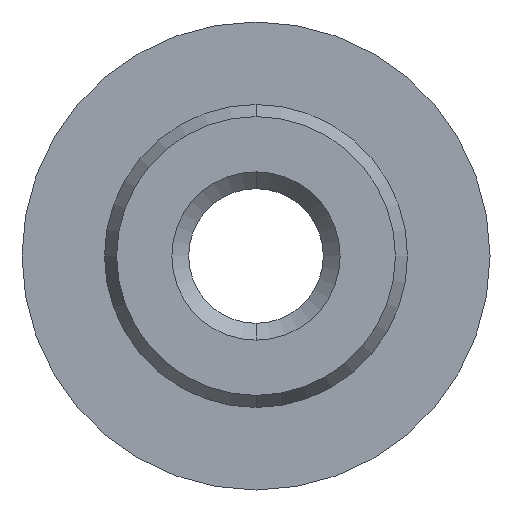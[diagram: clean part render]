
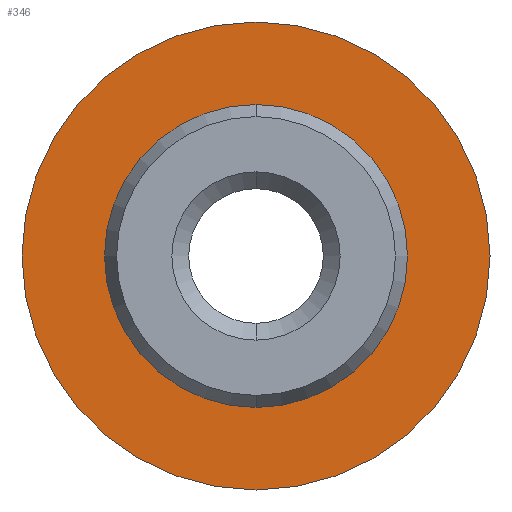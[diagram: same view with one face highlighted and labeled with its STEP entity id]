
A CAD part, front view. The second image highlights one B-rep face of the part: STEP entity #346.
In plain terms, the highlighted planar face has unit normal (0, -1, 0).
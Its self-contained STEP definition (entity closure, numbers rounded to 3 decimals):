
#1 = CARTESIAN_POINT ( 'NONE',  ( 0., 0., 1.8 ) ) ;
#7 = CIRCLE ( 'NONE', #71, 2.78 ) ;
#37 = DIRECTION ( 'NONE',  ( 0., 0., 1. ) ) ;
#61 = VERTEX_POINT ( 'NONE', #240 ) ;
#67 = VERTEX_POINT ( 'NONE', #1 ) ;
#71 = AXIS2_PLACEMENT_3D ( 'NONE', #129, #305, #92 ) ;
#79 = ORIENTED_EDGE ( 'NONE', *, *, #239, .T. ) ;
#89 = PLANE ( 'NONE',  #393 ) ;
#92 = DIRECTION ( 'NONE',  ( 0., 0., 1. ) ) ;
#97 = AXIS2_PLACEMENT_3D ( 'NONE', #524, #111, #37 ) ;
#100 = EDGE_LOOP ( 'NONE', ( #436, #395 ) ) ;
#111 = DIRECTION ( 'NONE',  ( 0., 1., 0. ) ) ;
#129 = CARTESIAN_POINT ( 'NONE',  ( 0., 0., 0. ) ) ;
#145 = CIRCLE ( 'NONE', #211, 1.8 ) ;
#206 = FACE_OUTER_BOUND ( 'NONE', #100, .T. ) ;
#207 = DIRECTION ( 'NONE',  ( 0., 1., 0. ) ) ;
#211 = AXIS2_PLACEMENT_3D ( 'NONE', #462, #207, #237 ) ;
#224 = ORIENTED_EDGE ( 'NONE', *, *, #300, .T. ) ;
#237 = DIRECTION ( 'NONE',  ( 0., 0., 1. ) ) ;
#239 = EDGE_CURVE ( 'NONE', #509, #67, #145, .T. ) ;
#240 = CARTESIAN_POINT ( 'NONE',  ( 0., 0., 2.78 ) ) ;
#253 = FACE_BOUND ( 'NONE', #289, .T. ) ;
#258 = DIRECTION ( 'NONE',  ( 0., 0., 1. ) ) ;
#279 = EDGE_CURVE ( 'NONE', #61, #464, #319, .T. ) ;
#289 = EDGE_LOOP ( 'NONE', ( #224, #79 ) ) ;
#300 = EDGE_CURVE ( 'NONE', #67, #509, #341, .T. ) ;
#305 = DIRECTION ( 'NONE',  ( 0., 1., 0. ) ) ;
#319 = CIRCLE ( 'NONE', #97, 2.78 ) ;
#341 = CIRCLE ( 'NONE', #469, 1.8 ) ;
#346 = ADVANCED_FACE ( 'NONE', ( #206, #253 ), #89, .F. ) ;
#367 = DIRECTION ( 'NONE',  ( 0., 0., 1. ) ) ;
#369 = EDGE_CURVE ( 'NONE', #464, #61, #7, .T. ) ;
#381 = DIRECTION ( 'NONE',  ( 0., 1., 0. ) ) ;
#393 = AXIS2_PLACEMENT_3D ( 'NONE', #410, #381, #258 ) ;
#395 = ORIENTED_EDGE ( 'NONE', *, *, #369, .F. ) ;
#402 = DIRECTION ( 'NONE',  ( 0., 1., 0. ) ) ;
#410 = CARTESIAN_POINT ( 'NONE',  ( 1.8, 0., 0. ) ) ;
#436 = ORIENTED_EDGE ( 'NONE', *, *, #279, .F. ) ;
#442 = CARTESIAN_POINT ( 'NONE',  ( 0., 0., -1.8 ) ) ;
#444 = CARTESIAN_POINT ( 'NONE',  ( 0., 0., 0. ) ) ;
#462 = CARTESIAN_POINT ( 'NONE',  ( 0., 0., 0. ) ) ;
#464 = VERTEX_POINT ( 'NONE', #479 ) ;
#469 = AXIS2_PLACEMENT_3D ( 'NONE', #444, #402, #367 ) ;
#479 = CARTESIAN_POINT ( 'NONE',  ( 0., 0., -2.78 ) ) ;
#509 = VERTEX_POINT ( 'NONE', #442 ) ;
#524 = CARTESIAN_POINT ( 'NONE',  ( 0., 0., 0. ) ) ;
